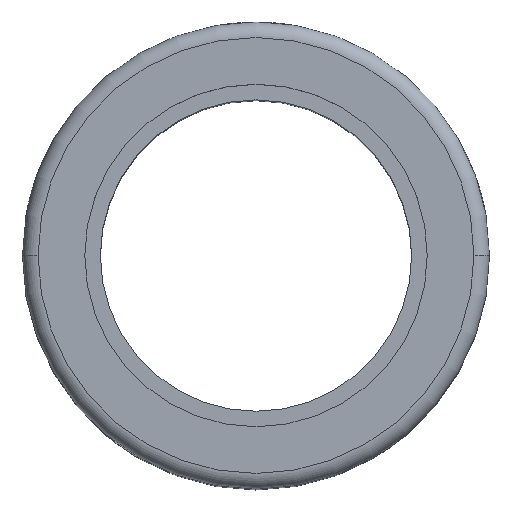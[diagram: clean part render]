
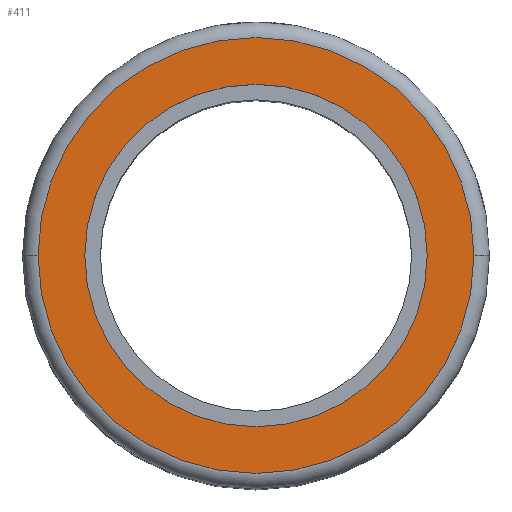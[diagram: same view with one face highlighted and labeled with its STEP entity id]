
A CAD part, top view. The second image highlights one B-rep face of the part: STEP entity #411.
In plain terms, the highlighted planar face has unit normal (0, 0, 1).
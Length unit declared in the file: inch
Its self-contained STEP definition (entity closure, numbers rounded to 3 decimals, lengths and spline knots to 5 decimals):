
#76 = DIRECTION ( 'NONE',  ( 1., 0., 0. ) ) ;
#124 = CARTESIAN_POINT ( 'NONE',  ( 0.34646, 0., 0.59055 ) ) ;
#209 = DIRECTION ( 'NONE',  ( 1., 0., 0. ) ) ;
#284 = CARTESIAN_POINT ( 'NONE',  ( 0., 0., 0.59055 ) ) ;
#290 = EDGE_LOOP ( 'NONE', ( #436, #1825 ) ) ;
#335 = VERTEX_POINT ( 'NONE', #761 ) ;
#369 = AXIS2_PLACEMENT_3D ( 'NONE', #1806, #2716, #1999 ) ;
#391 = CARTESIAN_POINT ( 'NONE',  ( 0., 0., 0.59055 ) ) ;
#404 = EDGE_LOOP ( 'NONE', ( #1642, #1410 ) ) ;
#411 = ADVANCED_FACE ( 'NONE', ( #1680, #2851 ), #1722, .F. ) ;
#436 = ORIENTED_EDGE ( 'NONE', *, *, #1885, .F. ) ;
#546 = EDGE_CURVE ( 'NONE', #335, #1779, #797, .T. ) ;
#624 = CARTESIAN_POINT ( 'NONE',  ( 0., 0.44094, 0.59055 ) ) ;
#651 = CIRCLE ( 'NONE', #1138, 0.34646 ) ;
#660 = DIRECTION ( 'NONE',  ( 0., 0., 1. ) ) ;
#761 = CARTESIAN_POINT ( 'NONE',  ( -0.44094, 0., 0.59055 ) ) ;
#797 = CIRCLE ( 'NONE', #369, 0.44094 ) ;
#856 = DIRECTION ( 'NONE',  ( -1., 0., 0. ) ) ;
#917 = CARTESIAN_POINT ( 'NONE',  ( 0., 0., 0.59055 ) ) ;
#939 = CIRCLE ( 'NONE', #1308, 0.34646 ) ;
#975 = DIRECTION ( 'NONE',  ( 0., 0., 1. ) ) ;
#1011 = AXIS2_PLACEMENT_3D ( 'NONE', #624, #1065, #856 ) ;
#1065 = DIRECTION ( 'NONE',  ( 0., 0., -1. ) ) ;
#1138 = AXIS2_PLACEMENT_3D ( 'NONE', #284, #975, #76 ) ;
#1159 = CARTESIAN_POINT ( 'NONE',  ( 0.44094, 0., 0.59055 ) ) ;
#1308 = AXIS2_PLACEMENT_3D ( 'NONE', #917, #660, #209 ) ;
#1356 = VERTEX_POINT ( 'NONE', #124 ) ;
#1410 = ORIENTED_EDGE ( 'NONE', *, *, #546, .T. ) ;
#1642 = ORIENTED_EDGE ( 'NONE', *, *, #2856, .T. ) ;
#1680 = FACE_BOUND ( 'NONE', #290, .T. ) ;
#1702 = CIRCLE ( 'NONE', #2511, 0.44094 ) ;
#1722 = PLANE ( 'NONE',  #1011 ) ;
#1777 = EDGE_CURVE ( 'NONE', #2333, #1356, #939, .T. ) ;
#1779 = VERTEX_POINT ( 'NONE', #1159 ) ;
#1806 = CARTESIAN_POINT ( 'NONE',  ( 0., 0., 0.59055 ) ) ;
#1825 = ORIENTED_EDGE ( 'NONE', *, *, #1777, .F. ) ;
#1885 = EDGE_CURVE ( 'NONE', #1356, #2333, #651, .T. ) ;
#1969 = DIRECTION ( 'NONE',  ( 0., 0., 1. ) ) ;
#1999 = DIRECTION ( 'NONE',  ( 1., 0., 0. ) ) ;
#2190 = DIRECTION ( 'NONE',  ( 1., 0., 0. ) ) ;
#2333 = VERTEX_POINT ( 'NONE', #2538 ) ;
#2511 = AXIS2_PLACEMENT_3D ( 'NONE', #391, #1969, #2190 ) ;
#2538 = CARTESIAN_POINT ( 'NONE',  ( -0.34646, 0., 0.59055 ) ) ;
#2716 = DIRECTION ( 'NONE',  ( 0., 0., 1. ) ) ;
#2851 = FACE_OUTER_BOUND ( 'NONE', #404, .T. ) ;
#2856 = EDGE_CURVE ( 'NONE', #1779, #335, #1702, .T. ) ;
